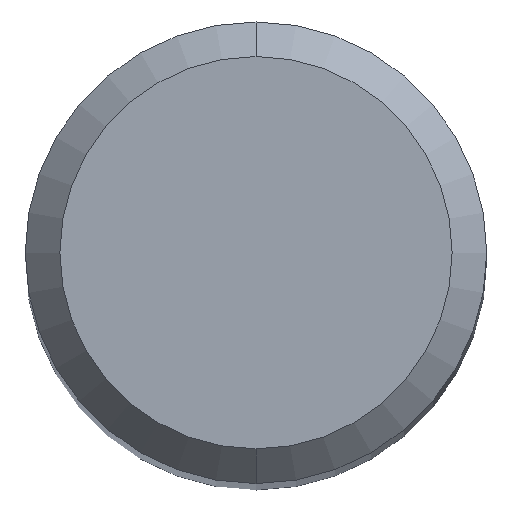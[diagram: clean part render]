
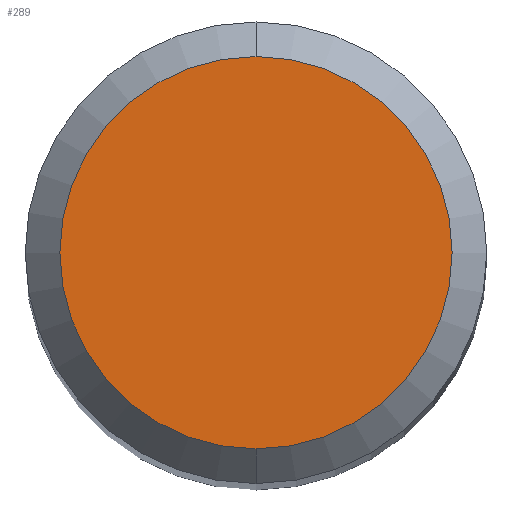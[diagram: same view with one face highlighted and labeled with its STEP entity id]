
A CAD part, top view. The second image highlights one B-rep face of the part: STEP entity #289.
In plain terms, the highlighted planar face has unit normal (0, 0, 1).
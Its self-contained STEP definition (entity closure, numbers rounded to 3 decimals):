
#289=ADVANCED_FACE('',(#657),#658,.T.);
#377=EDGE_CURVE('',#523,#433,#755,.T.);
#433=VERTEX_POINT('',#817);
#523=VERTEX_POINT('',#921);
#525=EDGE_CURVE('',#433,#523,#923,.T.);
#657=FACE_OUTER_BOUND('',#1121,.T.);
#658=PLANE('',#1122);
#755=CIRCLE('',#1310,1.7);
#817=CARTESIAN_POINT('',(0.,-1.7,0.0));
#921=CARTESIAN_POINT('',(0.0,1.7,0.0));
#923=CIRCLE('',#1607,1.7);
#1121=EDGE_LOOP('',(#1766,#1767));
#1122=AXIS2_PLACEMENT_3D('',#1768,#1769,#1770);
#1310=AXIS2_PLACEMENT_3D('',#1884,#1885,#1886);
#1607=AXIS2_PLACEMENT_3D('',#2089,#2090,#2091);
#1766=ORIENTED_EDGE('',*,*,#377,.F.);
#1767=ORIENTED_EDGE('',*,*,#525,.F.);
#1768=CARTESIAN_POINT('',(0.0,0.85,0.0));
#1769=DIRECTION('',(-0.0,0.0,1.0));
#1770=DIRECTION('',(0.0,-1.0,0.0));
#1884=CARTESIAN_POINT('',(0.0,0.0,0.0));
#1885=DIRECTION('',(0.0,0.0,-1.0));
#1886=DIRECTION('',(0.0,1.0,0.0));
#2089=CARTESIAN_POINT('',(0.0,0.0,0.0));
#2090=DIRECTION('',(0.0,0.0,-1.0));
#2091=DIRECTION('',(0.0,1.0,0.0));
